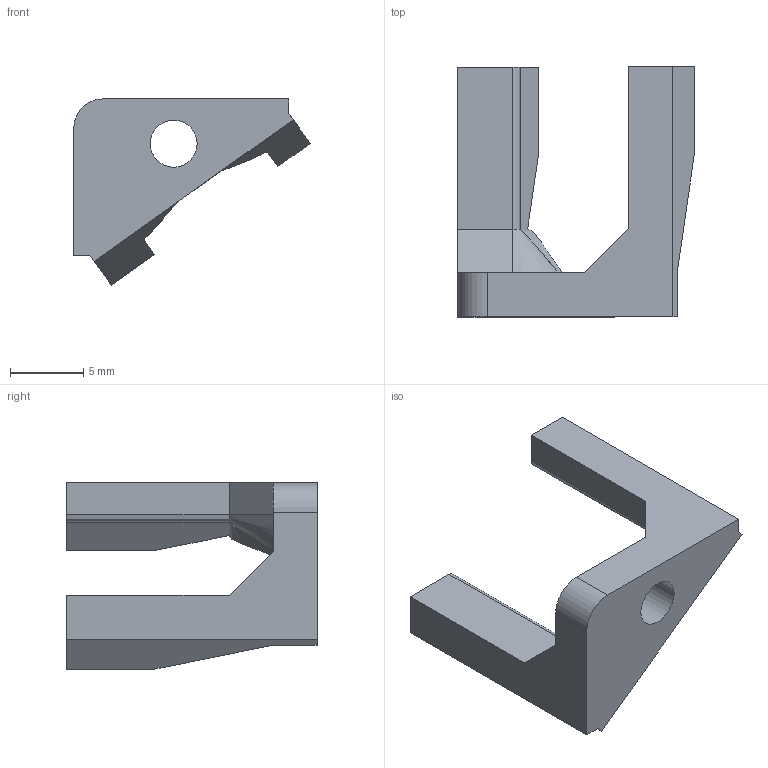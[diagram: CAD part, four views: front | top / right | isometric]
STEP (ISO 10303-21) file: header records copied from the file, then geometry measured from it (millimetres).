
FILE_DESCRIPTION(/* description */ (''),/* implementation_level */ '2;1');
FILE_NAME(/* name */ 'encoder_clamp.step',/* time_stamp */ '2024-05-21T12:39:31+02:00',/* author */ (''),/* organization */ (''),/* preprocessor_version */ 'ST-DEVELOPER v20',/* originating_system */ 'Autodesk Translation Framework v13.14.0.145',/* authorisation */ '');
FILE_SCHEMA (('AUTOMOTIVE_DESIGN { 1 0 10303 214 3 1 1 }'));
Length unit declared in the file: millimetre
Products named in the file (1): encoder_clamp
Bounding box: 16.12 x 17.05 x 12.7 mm (x, y, z)
Volume: 706.1 mm3; surface area: 793.2 mm2
Topology: 1 solids, 1 shells, 29 faces, 79 edges, 52 vertices
Faces by surface type: plane 21, cylinder 4, bspline 2, cone 2
Full cylindrical faces by diameter (mm): 3.2 x1
Entity records: 993 total; most frequent: CARTESIAN_POINT 231, ORIENTED_EDGE 158, DIRECTION 137, EDGE_CURVE 79, LINE 61, VECTOR 61, VERTEX_POINT 52, AXIS2_PLACEMENT_3D 38
